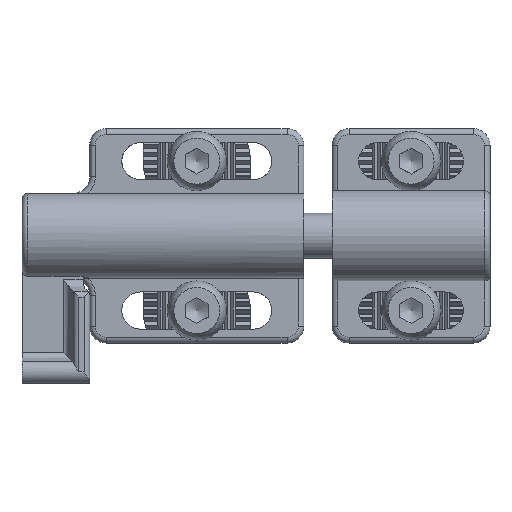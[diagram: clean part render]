
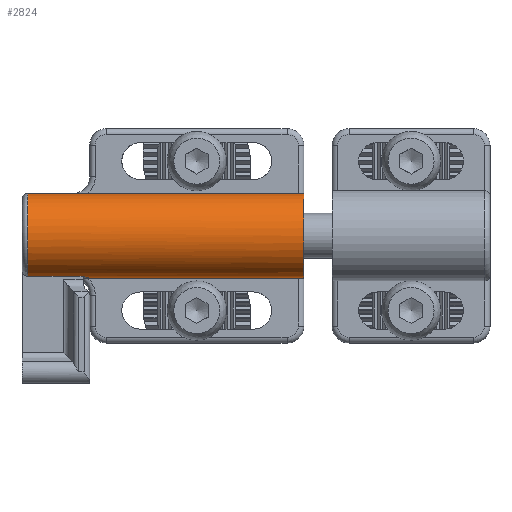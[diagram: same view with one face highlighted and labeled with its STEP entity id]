
A CAD part, top view. The second image highlights one B-rep face of the part: STEP entity #2824.
In plain terms, the highlighted cylindrical face has radius 7.5 mm (diameter 15 mm), a partial arc.
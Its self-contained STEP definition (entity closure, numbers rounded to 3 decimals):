
#2824=ADVANCED_FACE('',(#4185),#4186,.T.);
#4185=FACE_OUTER_BOUND('',#5870,.T.);
#4186=CYLINDRICAL_SURFACE('',#5871,7.5);
#5870=EDGE_LOOP('',(#10589,#10590,#10591,#10592,#10593,#10594,#10595));
#5871=AXIS2_PLACEMENT_3D('',#10596,#10597,#10598);
#10589=ORIENTED_EDGE('',*,*,#13724,.T.);
#10590=ORIENTED_EDGE('',*,*,#14380,.T.);
#10591=ORIENTED_EDGE('',*,*,#13729,.T.);
#10592=ORIENTED_EDGE('',*,*,#14383,.T.);
#10593=ORIENTED_EDGE('',*,*,#14311,.F.);
#10594=ORIENTED_EDGE('',*,*,#14261,.F.);
#10595=ORIENTED_EDGE('',*,*,#14305,.T.);
#10596=CARTESIAN_POINT('',(52.0,0.0,8.0));
#10597=DIRECTION('',(-1.0,0.0,0.0));
#10598=DIRECTION('',(0.0,0.0,1.0));
#13724=EDGE_CURVE('',#16202,#16199,#16203,.T.);
#13729=EDGE_CURVE('',#16212,#16210,#16213,.T.);
#14261=EDGE_CURVE('',#17141,#17143,#17144,.F.);
#14305=EDGE_CURVE('',#17141,#16202,#17217,.T.);
#14311=EDGE_CURVE('',#17143,#17225,#17226,.T.);
#14380=EDGE_CURVE('',#16199,#16212,#17310,.F.);
#14383=EDGE_CURVE('',#16210,#17225,#17313,.T.);
#16199=VERTEX_POINT('',#20424);
#16202=VERTEX_POINT('',#20434);
#16203=CIRCLE('',#20435,7.5);
#16210=VERTEX_POINT('',#20457);
#16212=VERTEX_POINT('',#20460);
#16213=B_SPLINE_CURVE_WITH_KNOTS('',3,(#20461,#20462,#20463,#20464,#20465,#20466,#20467,#20468,#20469,#20470,#20471,#20472,#20473,#20474),.UNSPECIFIED.,.F.,.F.,(4,2,2,2,2,2,4),(0.0,0.,0.001,0.001,0.002,0.002,0.003),.UNSPECIFIED.);
#17141=VERTEX_POINT('',#21859);
#17143=VERTEX_POINT('',#21862);
#17144=CIRCLE('',#21863,7.5);
#17217=LINE('',#21966,#21967);
#17225=VERTEX_POINT('',#21980);
#17226=LINE('',#21981,#21982);
#17310=LINE('',#22118,#22119);
#17313=CIRCLE('',#22124,7.5);
#20424=CARTESIAN_POINT('',(1.0,-7.155,10.25));
#20434=CARTESIAN_POINT('',(1.0,7.5,8.0));
#20435=AXIS2_PLACEMENT_3D('',#25054,#25055,#25056);
#20457=CARTESIAN_POINT('',(12.0,-7.496,8.25));
#20460=CARTESIAN_POINT('',(10.0,-7.155,10.25));
#20461=CARTESIAN_POINT('',(10.0,-7.155,10.25));
#20462=CARTESIAN_POINT('',(10.133,-7.155,10.25));
#20463=CARTESIAN_POINT('',(10.264,-7.159,10.237));
#20464=CARTESIAN_POINT('',(10.52,-7.175,10.186));
#20465=CARTESIAN_POINT('',(10.648,-7.186,10.147));
#20466=CARTESIAN_POINT('',(10.89,-7.216,10.046));
#20467=CARTESIAN_POINT('',(11.004,-7.233,9.984));
#20468=CARTESIAN_POINT('',(11.221,-7.271,9.839));
#20469=CARTESIAN_POINT('',(11.323,-7.292,9.755));
#20470=CARTESIAN_POINT('',(11.598,-7.355,9.481));
#20471=CARTESIAN_POINT('',(11.746,-7.398,9.259));
#20472=CARTESIAN_POINT('',(11.946,-7.463,8.779));
#20473=CARTESIAN_POINT('',(12.0,-7.487,8.516));
#20474=CARTESIAN_POINT('',(12.0,-7.496,8.25));
#21859=CARTESIAN_POINT('',(50.0,7.5,8.0));
#21862=CARTESIAN_POINT('',(50.0,-7.5,8.0));
#21863=AXIS2_PLACEMENT_3D('',#25764,#25765,#25766);
#21966=CARTESIAN_POINT('',(52.0,7.5,8.0));
#21967=VECTOR('',#25847,1.0);
#21980=CARTESIAN_POINT('',(12.0,-7.5,8.0));
#21981=CARTESIAN_POINT('',(52.0,-7.5,8.0));
#21982=VECTOR('',#25853,1.0);
#22118=CARTESIAN_POINT('',(52.0,-7.155,10.25));
#22119=VECTOR('',#25969,1.0);
#22124=AXIS2_PLACEMENT_3D('',#25972,#25973,#25974);
#25054=CARTESIAN_POINT('',(1.0,0.0,8.0));
#25055=DIRECTION('',(1.0,0.0,0.0));
#25056=DIRECTION('',(0.0,0.0,-1.0));
#25764=CARTESIAN_POINT('',(50.0,0.0,8.0));
#25765=DIRECTION('',(-1.0,0.0,0.0));
#25766=DIRECTION('',(0.0,0.0,1.0));
#25847=DIRECTION('',(-1.0,0.0,0.0));
#25853=DIRECTION('',(-1.0,0.0,0.0));
#25969=DIRECTION('',(-1.0,0.0,0.0));
#25972=CARTESIAN_POINT('',(12.0,0.0,8.0));
#25973=DIRECTION('',(1.0,0.0,0.0));
#25974=DIRECTION('',(0.0,0.0,-1.0));
